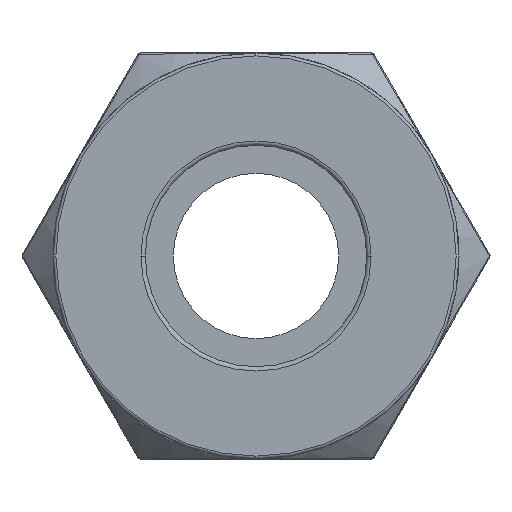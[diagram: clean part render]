
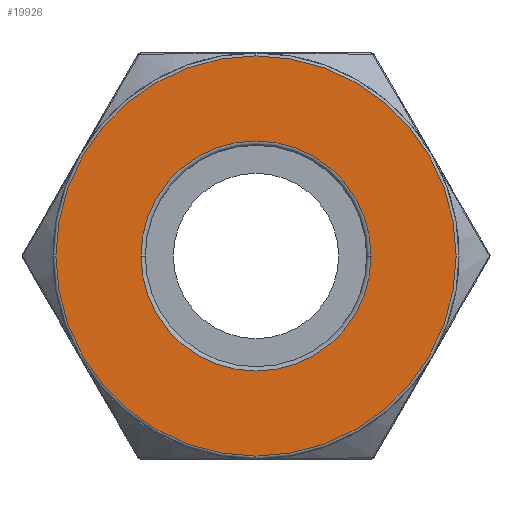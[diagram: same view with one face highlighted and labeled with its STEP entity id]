
A CAD part, left-side view. The second image highlights one B-rep face of the part: STEP entity #19926.
In plain terms, the highlighted face is planar.
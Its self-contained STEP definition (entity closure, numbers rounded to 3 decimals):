
#17102=CARTESIAN_POINT('',(0.,0.,0.));
#17103=DIRECTION('',(-1.,0.,0.));
#17104=DIRECTION('',(0.,1.,0.));
#17105=AXIS2_PLACEMENT_3D('',#17102,#17103,#17104);
#17107=CARTESIAN_POINT('',(0.,0.,0.));
#17108=DIRECTION('',(-1.,0.,0.));
#17109=DIRECTION('',(0.,-1.,0.));
#17110=AXIS2_PLACEMENT_3D('',#17107,#17108,#17109);
#17112=CARTESIAN_POINT('',(0.,0.,0.));
#17113=DIRECTION('',(1.,0.,0.));
#17114=DIRECTION('',(0.,0.,-1.));
#17115=AXIS2_PLACEMENT_3D('',#17112,#17113,#17114);
#17117=CARTESIAN_POINT('',(0.,0.,0.));
#17118=DIRECTION('',(1.,0.,0.));
#17119=DIRECTION('',(0.,0.,1.));
#17120=AXIS2_PLACEMENT_3D('',#17117,#17118,#17119);
#19736=CARTESIAN_POINT('',(0.,4.948,0.));
#19737=CARTESIAN_POINT('',(0.,-4.948,0.));
#19738=VERTEX_POINT('',#19736);
#19739=VERTEX_POINT('',#19737);
#19898=CARTESIAN_POINT('',(0.,0.,-8.605));
#19899=CARTESIAN_POINT('',(0.,0.,8.605));
#19900=VERTEX_POINT('',#19898);
#19901=VERTEX_POINT('',#19899);
#19909=CARTESIAN_POINT('',(0.,0.,0.));
#19910=DIRECTION('',(1.,0.,0.));
#19911=DIRECTION('',(0.,-1.,0.));
#19912=AXIS2_PLACEMENT_3D('',#19909,#19910,#19911);
#19913=PLANE('',#19912);
#19915=ORIENTED_EDGE('',*,*,#19914,.F.);
#19917=ORIENTED_EDGE('',*,*,#19916,.F.);
#19918=EDGE_LOOP('',(#19915,#19917));
#19919=FACE_OUTER_BOUND('',#19918,.F.);
#19921=ORIENTED_EDGE('',*,*,#19920,.F.);
#19923=ORIENTED_EDGE('',*,*,#19922,.F.);
#19924=EDGE_LOOP('',(#19921,#19923));
#19925=FACE_BOUND('',#19924,.F.);
#17106=CIRCLE('',#17105,4.948);
#17111=CIRCLE('',#17110,4.948);
#17116=CIRCLE('',#17115,8.605);
#17121=CIRCLE('',#17120,8.605);
#19914=EDGE_CURVE('',#19900,#19901,#17116,.T.);
#19916=EDGE_CURVE('',#19901,#19900,#17121,.T.);
#19920=EDGE_CURVE('',#19738,#19739,#17106,.T.);
#19922=EDGE_CURVE('',#19739,#19738,#17111,.T.);
#19926=ADVANCED_FACE('',(#19919,#19925),#19913,.T.);
